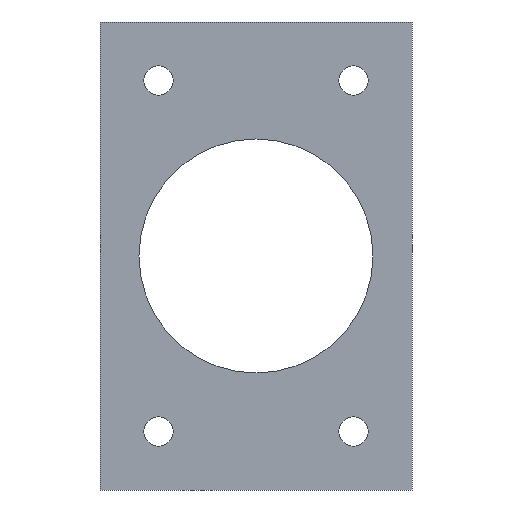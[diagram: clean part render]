
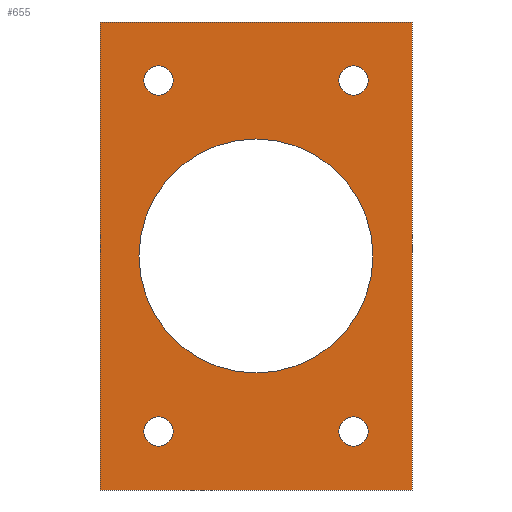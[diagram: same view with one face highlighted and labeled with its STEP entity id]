
A CAD part, front view. The second image highlights one B-rep face of the part: STEP entity #655.
In plain terms, the highlighted planar face has unit normal (0, -1, 0).
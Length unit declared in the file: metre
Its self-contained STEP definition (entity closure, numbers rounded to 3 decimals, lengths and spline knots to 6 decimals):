
#40 = CARTESIAN_POINT('NONE', (-0.0508, 0, 0.0762));
#41 = VERTEX_POINT('NONE', #40);
#42 = CARTESIAN_POINT('NONE', (0.0508, 0, 0.0762));
#43 = VERTEX_POINT('NONE', #42);
#48 = CARTESIAN_POINT('NONE', (0.0508, 0, -0.0762));
#49 = VERTEX_POINT('NONE', #48);
#52 = CARTESIAN_POINT('NONE', (-0.0508, 0, -0.0762));
#53 = VERTEX_POINT('NONE', #52);
#56 = CARTESIAN_POINT('NONE', (-0.026988, 0, 0.05715));
#57 = VERTEX_POINT('NONE', #56);
#60 = CARTESIAN_POINT('NONE', (-0.026988, 0, -0.05715));
#61 = VERTEX_POINT('NONE', #60);
#64 = CARTESIAN_POINT('NONE', (0.036513, 0, -0.05715));
#65 = VERTEX_POINT('NONE', #64);
#68 = CARTESIAN_POINT('NONE', (0.036513, 0, 0.05715));
#69 = VERTEX_POINT('NONE', #68);
#72 = CARTESIAN_POINT('NONE', (0.0381, 0, 0.));
#73 = VERTEX_POINT('NONE', #72);
#194 = DIRECTION('NONE', (1, 0, 0));
#195 = VECTOR('NONE', #194, 1);
#196 = CARTESIAN_POINT('NONE', (-0.0508, 0, 0.0762));
#197 = LINE('NONE', #196, #195);
#210 = DIRECTION('NONE', (0, 0, -1));
#211 = VECTOR('NONE', #210, 1);
#212 = CARTESIAN_POINT('NONE', (0.0508, 0, 0.0762));
#213 = LINE('NONE', #212, #211);
#222 = DIRECTION('NONE', (-1, 0, 0));
#223 = VECTOR('NONE', #222, 1);
#224 = CARTESIAN_POINT('NONE', (0.0508, 0, -0.0762));
#225 = LINE('NONE', #224, #223);
#234 = DIRECTION('NONE', (0, 0, 1));
#235 = VECTOR('NONE', #234, 1);
#236 = CARTESIAN_POINT('NONE', (-0.0508, 0, -0.0762));
#237 = LINE('NONE', #236, #235);
#242 = DIRECTION('NONE', (1, 0, 0.));
#243 = DIRECTION('NONE', (0, -1, 0));
#244 = CARTESIAN_POINT('NONE', (-0.03175, -0, 0.05715));
#245 = AXIS2_PLACEMENT_3D('NONE', #244, #243, #242);
#246 = CIRCLE('NONE', #245, 0.004762);
#256 = DIRECTION('NONE', (1, 0, 0.));
#257 = DIRECTION('NONE', (0, -1, 0));
#258 = CARTESIAN_POINT('NONE', (-0.03175, 0, -0.05715));
#259 = AXIS2_PLACEMENT_3D('NONE', #258, #257, #256);
#260 = CIRCLE('NONE', #259, 0.004762);
#270 = DIRECTION('NONE', (1, 0, 0.));
#271 = DIRECTION('NONE', (0, -1, 0));
#272 = CARTESIAN_POINT('NONE', (0.03175, -0, -0.05715));
#273 = AXIS2_PLACEMENT_3D('NONE', #272, #271, #270);
#274 = CIRCLE('NONE', #273, 0.004763);
#284 = DIRECTION('NONE', (1, 0, 0.));
#285 = DIRECTION('NONE', (0, -1, 0));
#286 = CARTESIAN_POINT('NONE', (0.03175, -0, 0.05715));
#287 = AXIS2_PLACEMENT_3D('NONE', #286, #285, #284);
#288 = CIRCLE('NONE', #287, 0.004763);
#298 = DIRECTION('NONE', (1, 0, 0.));
#299 = DIRECTION('NONE', (0, -1, 0));
#300 = CARTESIAN_POINT('NONE', (0., -0, 0.));
#301 = AXIS2_PLACEMENT_3D('NONE', #300, #299, #298);
#302 = CIRCLE('NONE', #301, 0.0381);
#339 = EDGE_CURVE('NONE', #41, #43, #197, .T.);
#343 = EDGE_CURVE('NONE', #43, #49, #213, .T.);
#346 = EDGE_CURVE('NONE', #49, #53, #225, .T.);
#349 = EDGE_CURVE('NONE', #53, #41, #237, .T.);
#351 = EDGE_CURVE('NONE', #57, #57, #246, .T.);
#354 = EDGE_CURVE('NONE', #61, #61, #260, .T.);
#357 = EDGE_CURVE('NONE', #65, #65, #274, .T.);
#360 = EDGE_CURVE('NONE', #69, #69, #288, .T.);
#363 = EDGE_CURVE('NONE', #73, #73, #302, .T.);
#456 = CARTESIAN_POINT('NONE', (0, 0, -0));
#457 = DIRECTION('NONE', (0, 1, 0));
#458 = AXIS2_PLACEMENT_3D('NONE', #456, #457, $);
#459 = PLANE('NONE', #458);
#634 = ORIENTED_EDGE('NONE', *, *, #349, .F.);
#635 = ORIENTED_EDGE('NONE', *, *, #346, .F.);
#636 = ORIENTED_EDGE('NONE', *, *, #343, .F.);
#637 = ORIENTED_EDGE('NONE', *, *, #339, .F.);
#638 = ORIENTED_EDGE('NONE', *, *, #351, .F.);
#639 = ORIENTED_EDGE('NONE', *, *, #354, .F.);
#640 = ORIENTED_EDGE('NONE', *, *, #357, .F.);
#641 = ORIENTED_EDGE('NONE', *, *, #360, .F.);
#642 = ORIENTED_EDGE('NONE', *, *, #363, .F.);
#643 = EDGE_LOOP('NONE', (#634, #635, #636, #637));
#644 = FACE_BOUND('NONE', #643, .T.);
#645 = EDGE_LOOP('NONE', (#638));
#646 = FACE_BOUND('NONE', #645, .T.);
#647 = EDGE_LOOP('NONE', (#639));
#648 = FACE_BOUND('NONE', #647, .T.);
#649 = EDGE_LOOP('NONE', (#640));
#650 = FACE_BOUND('NONE', #649, .T.);
#651 = EDGE_LOOP('NONE', (#641));
#652 = FACE_BOUND('NONE', #651, .T.);
#653 = EDGE_LOOP('NONE', (#642));
#654 = FACE_BOUND('NONE', #653, .T.);
#655 = ADVANCED_FACE('NONE', (#644, #646, #648, #650, #652, #654), #459, .F.);
